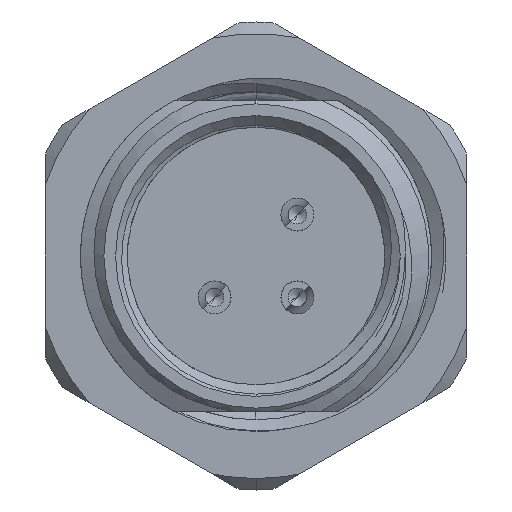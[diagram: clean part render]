
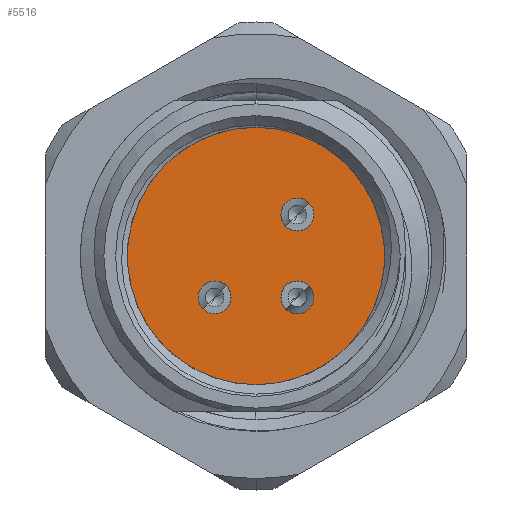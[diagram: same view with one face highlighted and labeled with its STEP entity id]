
A CAD part, left-side view. The second image highlights one B-rep face of the part: STEP entity #5516.
In plain terms, the highlighted planar face has unit normal (-1, 0, 0).
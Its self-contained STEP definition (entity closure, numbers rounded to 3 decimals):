
#76 = VERTEX_POINT ( 'NONE', #1128 ) ;
#647 = EDGE_LOOP ( 'NONE', ( #12162, #11142 ) ) ;
#909 = CIRCLE ( 'NONE', #9905, 0.7 ) ;
#1128 = CARTESIAN_POINT ( 'NONE',  ( -11.3, -1.768, -1.068 ) ) ;
#1185 = CARTESIAN_POINT ( 'NONE',  ( -11.3, 1.768, -1.068 ) ) ;
#1348 = AXIS2_PLACEMENT_3D ( 'NONE', #11277, #2015, #2960 ) ;
#1413 = AXIS2_PLACEMENT_3D ( 'NONE', #6980, #10746, #6942 ) ;
#1467 = ORIENTED_EDGE ( 'NONE', *, *, #4268, .F. ) ;
#1513 = CIRCLE ( 'NONE', #8894, 0.7 ) ;
#1783 = CARTESIAN_POINT ( 'NONE',  ( -11.3, 1.768, -2.468 ) ) ;
#2015 = DIRECTION ( 'NONE',  ( -1., 0., 0. ) ) ;
#2079 = CIRCLE ( 'NONE', #1413, 6. ) ;
#2259 = CIRCLE ( 'NONE', #10777, 0.7 ) ;
#2304 = CARTESIAN_POINT ( 'NONE',  ( -11.3, 1.768, -1.768 ) ) ;
#2456 = EDGE_CURVE ( 'NONE', #4784, #6402, #6173, .T. ) ;
#2540 = DIRECTION ( 'NONE',  ( 0., 0., 1. ) ) ;
#2579 = CARTESIAN_POINT ( 'NONE',  ( -11.3, 0., 0. ) ) ;
#2960 = DIRECTION ( 'NONE',  ( 0., 0., 1. ) ) ;
#3072 = CIRCLE ( 'NONE', #4186, 0.7 ) ;
#3075 = CARTESIAN_POINT ( 'NONE',  ( -11.3, -1.768, 1.768 ) ) ;
#3193 = DIRECTION ( 'NONE',  ( -1., 0., 0. ) ) ;
#3246 = EDGE_CURVE ( 'NONE', #7817, #7514, #3534, .T. ) ;
#3289 = ORIENTED_EDGE ( 'NONE', *, *, #2456, .F. ) ;
#3514 = ORIENTED_EDGE ( 'NONE', *, *, #4317, .F. ) ;
#3534 = CIRCLE ( 'NONE', #4806, 6. ) ;
#3663 = DIRECTION ( 'NONE',  ( 1., 0., 0. ) ) ;
#4102 = DIRECTION ( 'NONE',  ( -1., 0., 0. ) ) ;
#4186 = AXIS2_PLACEMENT_3D ( 'NONE', #3075, #8637, #6680 ) ;
#4268 = EDGE_CURVE ( 'NONE', #10494, #76, #1513, .T. ) ;
#4317 = EDGE_CURVE ( 'NONE', #76, #10494, #2259, .T. ) ;
#4519 = FACE_BOUND ( 'NONE', #5020, .T. ) ;
#4541 = DIRECTION ( 'NONE',  ( -1., 0., 0. ) ) ;
#4784 = VERTEX_POINT ( 'NONE', #1185 ) ;
#4806 = AXIS2_PLACEMENT_3D ( 'NONE', #2579, #4541, #2540 ) ;
#5020 = EDGE_LOOP ( 'NONE', ( #7601, #8453 ) ) ;
#5096 = DIRECTION ( 'NONE',  ( 0., 0., 1. ) ) ;
#5154 = DIRECTION ( 'NONE',  ( 0., 0., 1. ) ) ;
#5247 = FACE_OUTER_BOUND ( 'NONE', #647, .T. ) ;
#5390 = FACE_BOUND ( 'NONE', #8149, .T. ) ;
#5516 = ADVANCED_FACE ( 'NONE', ( #4519, #5390, #8823, #5247 ), #10160, .F. ) ;
#6059 = CARTESIAN_POINT ( 'NONE',  ( -11.3, -1.768, 1.768 ) ) ;
#6173 = CIRCLE ( 'NONE', #1348, 0.7 ) ;
#6234 = DIRECTION ( 'NONE',  ( 0., 0., 1. ) ) ;
#6280 = CARTESIAN_POINT ( 'NONE',  ( -11.3, -1.768, -1.768 ) ) ;
#6402 = VERTEX_POINT ( 'NONE', #1783 ) ;
#6403 = DIRECTION ( 'NONE',  ( -1., 0., 0. ) ) ;
#6680 = DIRECTION ( 'NONE',  ( 0., 0., 1. ) ) ;
#6932 = CIRCLE ( 'NONE', #10312, 0.7 ) ;
#6942 = DIRECTION ( 'NONE',  ( 0., 0., 1. ) ) ;
#6980 = CARTESIAN_POINT ( 'NONE',  ( -11.3, 0., 0. ) ) ;
#7306 = CARTESIAN_POINT ( 'NONE',  ( -11.3, 4., 0. ) ) ;
#7455 = CARTESIAN_POINT ( 'NONE',  ( -11.3, 0., 6. ) ) ;
#7514 = VERTEX_POINT ( 'NONE', #7455 ) ;
#7601 = ORIENTED_EDGE ( 'NONE', *, *, #9048, .F. ) ;
#7817 = VERTEX_POINT ( 'NONE', #9570 ) ;
#7829 = VERTEX_POINT ( 'NONE', #9651 ) ;
#7857 = DIRECTION ( 'NONE',  ( -1., 0., 0. ) ) ;
#7976 = EDGE_CURVE ( 'NONE', #6402, #4784, #6932, .T. ) ;
#8149 = EDGE_LOOP ( 'NONE', ( #3514, #1467 ) ) ;
#8453 = ORIENTED_EDGE ( 'NONE', *, *, #11395, .F. ) ;
#8637 = DIRECTION ( 'NONE',  ( -1., 0., 0. ) ) ;
#8733 = VERTEX_POINT ( 'NONE', #9795 ) ;
#8809 = CARTESIAN_POINT ( 'NONE',  ( -11.3, -1.768, -1.768 ) ) ;
#8823 = FACE_BOUND ( 'NONE', #11212, .T. ) ;
#8894 = AXIS2_PLACEMENT_3D ( 'NONE', #6280, #6403, #6234 ) ;
#9028 = CARTESIAN_POINT ( 'NONE',  ( -11.3, -1.768, -2.468 ) ) ;
#9048 = EDGE_CURVE ( 'NONE', #7829, #8733, #909, .T. ) ;
#9515 = EDGE_CURVE ( 'NONE', #7514, #7817, #2079, .T. ) ;
#9570 = CARTESIAN_POINT ( 'NONE',  ( -11.3, 0., -6. ) ) ;
#9651 = CARTESIAN_POINT ( 'NONE',  ( -11.3, -1.768, 2.468 ) ) ;
#9716 = DIRECTION ( 'NONE',  ( 0., 0., 1. ) ) ;
#9795 = CARTESIAN_POINT ( 'NONE',  ( -11.3, -1.768, 1.068 ) ) ;
#9905 = AXIS2_PLACEMENT_3D ( 'NONE', #6059, #3193, #5096 ) ;
#10160 = PLANE ( 'NONE',  #11157 ) ;
#10240 = DIRECTION ( 'NONE',  ( 0., 0., -1. ) ) ;
#10312 = AXIS2_PLACEMENT_3D ( 'NONE', #2304, #7857, #5154 ) ;
#10494 = VERTEX_POINT ( 'NONE', #9028 ) ;
#10746 = DIRECTION ( 'NONE',  ( -1., 0., 0. ) ) ;
#10777 = AXIS2_PLACEMENT_3D ( 'NONE', #8809, #4102, #9716 ) ;
#11142 = ORIENTED_EDGE ( 'NONE', *, *, #3246, .T. ) ;
#11157 = AXIS2_PLACEMENT_3D ( 'NONE', #7306, #3663, #10240 ) ;
#11204 = ORIENTED_EDGE ( 'NONE', *, *, #7976, .F. ) ;
#11212 = EDGE_LOOP ( 'NONE', ( #3289, #11204 ) ) ;
#11277 = CARTESIAN_POINT ( 'NONE',  ( -11.3, 1.768, -1.768 ) ) ;
#11395 = EDGE_CURVE ( 'NONE', #8733, #7829, #3072, .T. ) ;
#12162 = ORIENTED_EDGE ( 'NONE', *, *, #9515, .T. ) ;
